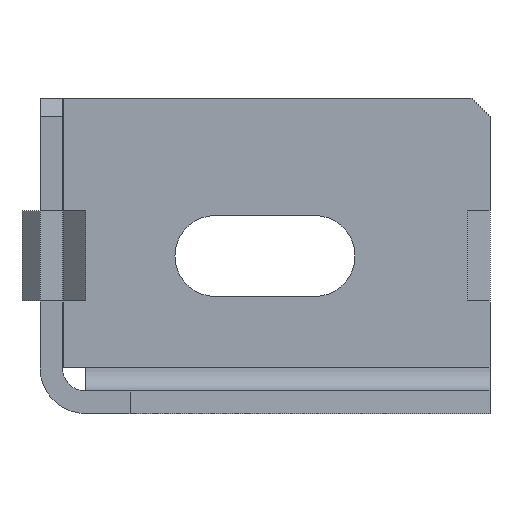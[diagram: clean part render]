
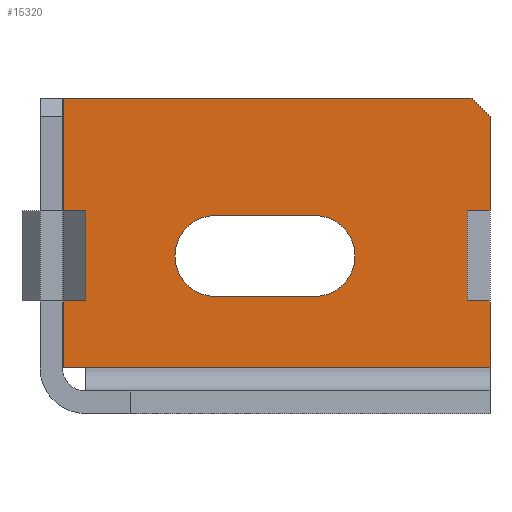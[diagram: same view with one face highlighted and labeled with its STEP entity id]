
A CAD part, front view. The second image highlights one B-rep face of the part: STEP entity #15320.
In plain terms, the highlighted planar face has unit normal (0, -1, 0).
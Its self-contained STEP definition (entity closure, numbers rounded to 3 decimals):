
#1910=CARTESIAN_POINT('',(47.5,47.5,10.));
#1920=VERTEX_POINT('',#1910);
#2010=CARTESIAN_POINT('',(50.,47.5,10.));
#2020=VERTEX_POINT('',#2010);
#2050=CARTESIAN_POINT('',(0.,47.5,10.));
#2060=DIRECTION('',(-1.,0.,0.));
#2070=VECTOR('',#2060,1.);
#2080=LINE('',#2050,#2070);
#2090=EDGE_CURVE('',#2020,#1920,#2080,.T.);
#2230=CARTESIAN_POINT('',(50.,47.5,20.));
#2240=VERTEX_POINT('',#2230);
#2330=CARTESIAN_POINT('',(47.5,47.5,20.));
#2340=VERTEX_POINT('',#2330);
#2370=CARTESIAN_POINT('',(0.,47.5,20.));
#2380=DIRECTION('',(1.,0.,0.));
#2390=VECTOR('',#2380,1.);
#2400=LINE('',#2370,#2390);
#2410=EDGE_CURVE('',#2340,#2240,#2400,.T.);
#9280=CARTESIAN_POINT('',(5.06,47.5,2.56));
#9290=VERTEX_POINT('',#9280);
#11400=CARTESIAN_POINT('',(0.,47.5,20.));
#11410=DIRECTION('',(1.,0.,0.));
#11420=VECTOR('',#11410,1.);
#11430=LINE('',#11400,#11420);
#11440=CARTESIAN_POINT('',(2.571,47.5,20.));
#11450=VERTEX_POINT('',#11440);
#11460=CARTESIAN_POINT('',(5.071,47.5,20.));
#11470=VERTEX_POINT('',#11460);
#11480=EDGE_CURVE('',#11450,#11470,#11430,.T.);
#11740=CARTESIAN_POINT('',(5.071,47.5,10.));
#11750=VERTEX_POINT('',#11740);
#11780=CARTESIAN_POINT('',(0.,47.5,10.));
#11790=DIRECTION('',(1.,0.,0.));
#11800=VECTOR('',#11790,1.);
#11810=LINE('',#11780,#11800);
#11820=CARTESIAN_POINT('',(2.571,47.5,10.));
#11830=VERTEX_POINT('',#11820);
#11840=EDGE_CURVE('',#11830,#11750,#11810,.T.);
#12000=CARTESIAN_POINT('',(5.071,47.5,0.));
#12010=DIRECTION('',(0.,0.,1.));
#12020=VECTOR('',#12010,1.);
#12030=LINE('',#12000,#12020);
#12040=EDGE_CURVE('',#11750,#11470,#12030,.T.);
#13940=CARTESIAN_POINT('',(2.571,47.5,32.5));
#13950=DIRECTION('',(0.,0.,-1.));
#13960=VECTOR('',#13950,1.);
#13970=LINE('',#13940,#13960);
#13980=CARTESIAN_POINT('',(2.571,47.5,2.56));
#13990=VERTEX_POINT('',#13980);
#14000=EDGE_CURVE('',#11830,#13990,#13970,.T.);
#14160=CARTESIAN_POINT('',(0.,47.5,2.56));
#14170=DIRECTION('',(-1.,0.,0.));
#14180=VECTOR('',#14170,1.);
#14190=LINE('',#14160,#14180);
#14200=EDGE_CURVE('',#9290,#13990,#14190,.T.);
#14280=CARTESIAN_POINT('',(50.,47.5,2.5));
#14290=DIRECTION('',(0.,1.,-0.));
#14300=DIRECTION('',(-1.,0.,0.));
#14310=AXIS2_PLACEMENT_3D('',#14280,#14290,#14300);
#14320=PLANE('',#14310);
#14330=CARTESIAN_POINT('',(0.,47.5,19.5));
#14340=DIRECTION('',(1.,0.,0.));
#14350=VECTOR('',#14340,1.);
#14360=LINE('',#14330,#14350);
#14370=CARTESIAN_POINT('',(19.5,47.5,19.5));
#14380=VERTEX_POINT('',#14370);
#14390=CARTESIAN_POINT('',(30.5,47.5,19.5));
#14400=VERTEX_POINT('',#14390);
#14410=EDGE_CURVE('',#14380,#14400,#14360,.T.);
#14420=ORIENTED_EDGE('',*,*,#14410,.T.);
#14430=CARTESIAN_POINT('',(19.5,47.5,15.));
#14440=DIRECTION('',(0.,-1.,0.));
#14450=DIRECTION('',(1.,0.,0.));
#14460=AXIS2_PLACEMENT_3D('',#14430,#14440,#14450);
#14470=CIRCLE('',#14460,4.5);
#14480=CARTESIAN_POINT('',(19.5,47.5,10.5));
#14490=VERTEX_POINT('',#14480);
#14500=EDGE_CURVE('',#14380,#14490,#14470,.T.);
#14510=ORIENTED_EDGE('',*,*,#14500,.F.);
#14520=CARTESIAN_POINT('',(0.,47.5,10.5));
#14530=DIRECTION('',(-1.,0.,0.));
#14540=VECTOR('',#14530,1.);
#14550=LINE('',#14520,#14540);
#14560=CARTESIAN_POINT('',(30.5,47.5,10.5));
#14570=VERTEX_POINT('',#14560);
#14580=EDGE_CURVE('',#14570,#14490,#14550,.T.);
#14590=ORIENTED_EDGE('',*,*,#14580,.T.);
#14600=CARTESIAN_POINT('',(30.5,47.5,15.));
#14610=DIRECTION('',(0.,-1.,0.));
#14620=DIRECTION('',(1.,0.,0.));
#14630=AXIS2_PLACEMENT_3D('',#14600,#14610,#14620);
#14640=CIRCLE('',#14630,4.5);
#14650=EDGE_CURVE('',#14570,#14400,#14640,.T.);
#14660=ORIENTED_EDGE('',*,*,#14650,.F.);
#14670=EDGE_LOOP('',(#14660,#14590,#14510,#14420));
#14680=FACE_BOUND('',#14670,.T.);
#14690=ORIENTED_EDGE('',*,*,#2410,.T.);
#14700=CARTESIAN_POINT('',(0.,47.5,20.));
#14710=DIRECTION('',(1.,0.,0.));
#14720=VECTOR('',#14710,1.);
#14730=LINE('',#14700,#14720);
#14740=CARTESIAN_POINT('',(47.483,47.5,20.));
#14750=VERTEX_POINT('',#14740);
#14760=EDGE_CURVE('',#14750,#2340,#14730,.T.);
#14770=ORIENTED_EDGE('',*,*,#14760,.T.);
#14780=CARTESIAN_POINT('',(47.483,47.5,0.));
#14790=DIRECTION('',(0.,0.,1.));
#14800=VECTOR('',#14790,1.);
#14810=LINE('',#14780,#14800);
#14820=CARTESIAN_POINT('',(47.483,47.5,10.));
#14830=VERTEX_POINT('',#14820);
#14840=EDGE_CURVE('',#14830,#14750,#14810,.T.);
#14850=ORIENTED_EDGE('',*,*,#14840,.T.);
#14860=CARTESIAN_POINT('',(0.,47.5,10.));
#14870=DIRECTION('',(1.,0.,0.));
#14880=VECTOR('',#14870,1.);
#14890=LINE('',#14860,#14880);
#14900=EDGE_CURVE('',#14830,#1920,#14890,.T.);
#14910=ORIENTED_EDGE('',*,*,#14900,.F.);
#14920=ORIENTED_EDGE('',*,*,#2090,.T.);
#14930=CARTESIAN_POINT('',(50.,47.5,-47.5));
#14940=DIRECTION('',(0.,0.,1.));
#14950=VECTOR('',#14940,1.);
#14960=LINE('',#14930,#14950);
#14970=CARTESIAN_POINT('',(50.,47.5,2.56));
#14980=VERTEX_POINT('',#14970);
#14990=EDGE_CURVE('',#14980,#2020,#14960,.T.);
#15000=ORIENTED_EDGE('',*,*,#14990,.T.);
#15010=EDGE_CURVE('',#14980,#9290,#14190,.T.);
#15020=ORIENTED_EDGE('',*,*,#15010,.F.);
#15030=ORIENTED_EDGE('',*,*,#14200,.F.);
#15040=ORIENTED_EDGE('',*,*,#14000,.T.);
#15050=ORIENTED_EDGE('',*,*,#11840,.F.);
#15060=ORIENTED_EDGE('',*,*,#12040,.F.);
#15070=ORIENTED_EDGE('',*,*,#11480,.T.);
#15080=CARTESIAN_POINT('',(2.571,47.5,32.5));
#15090=VERTEX_POINT('',#15080);
#15100=EDGE_CURVE('',#15090,#11450,#13970,.T.);
#15110=ORIENTED_EDGE('',*,*,#15100,.T.);
#15120=CARTESIAN_POINT('',(50.,47.5,32.5));
#15130=DIRECTION('',(-1.,0.,0.));
#15140=VECTOR('',#15130,1.);
#15150=LINE('',#15120,#15140);
#15160=CARTESIAN_POINT('',(48.,47.5,32.5));
#15170=VERTEX_POINT('',#15160);
#15180=EDGE_CURVE('',#15170,#15090,#15150,.T.);
#15190=ORIENTED_EDGE('',*,*,#15180,.T.);
#15200=CARTESIAN_POINT('',(80.5,47.5,0.));
#15210=DIRECTION('',(-0.707,0.,0.707));
#15220=VECTOR('',#15210,1.);
#15230=LINE('',#15200,#15220);
#15240=CARTESIAN_POINT('',(50.,47.5,30.5));
#15250=VERTEX_POINT('',#15240);
#15260=EDGE_CURVE('',#15250,#15170,#15230,.T.);
#15270=ORIENTED_EDGE('',*,*,#15260,.T.);
#15280=EDGE_CURVE('',#2240,#15250,#14960,.T.);
#15290=ORIENTED_EDGE('',*,*,#15280,.T.);
#15300=EDGE_LOOP('',(#15290,#15270,#15190,#15110,#15070,#15060,#15050,
#15040,#15030,#15020,#15000,#14920,#14910,#14850,#14770,#14690));
#15310=FACE_OUTER_BOUND('',#15300,.T.);
#15320=ADVANCED_FACE('',(#14680,#15310),#14320,.F.);
